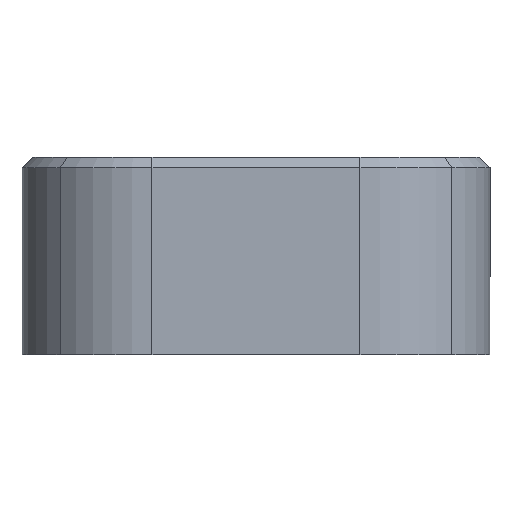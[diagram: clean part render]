
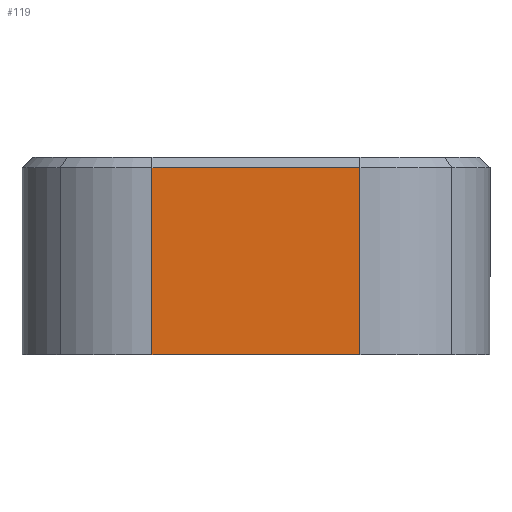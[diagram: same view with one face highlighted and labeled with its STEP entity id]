
A CAD part, left-side view. The second image highlights one B-rep face of the part: STEP entity #119.
In plain terms, the highlighted planar face has unit normal (-1, 0, 0).
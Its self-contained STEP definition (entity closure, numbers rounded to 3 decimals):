
#34 = VERTEX_POINT ( 'NONE', #2063 ) ;
#119 = ADVANCED_FACE ( 'NONE', ( #282 ), #646, .T. ) ;
#282 = FACE_OUTER_BOUND ( 'NONE', #5919, .T. ) ;
#646 = PLANE ( 'NONE',  #2518 ) ;
#1174 = ORIENTED_EDGE ( 'NONE', *, *, #4185, .T. ) ;
#1563 = VECTOR ( 'NONE', #4979, 1000. ) ;
#1728 = EDGE_CURVE ( 'NONE', #4847, #4225, #3082, .T. ) ;
#1945 = CARTESIAN_POINT ( 'NONE',  ( -28.45, 27.639, 10.7 ) ) ;
#2063 = CARTESIAN_POINT ( 'NONE',  ( -28.45, 35.639, 10.7 ) ) ;
#2095 = ORIENTED_EDGE ( 'NONE', *, *, #3184, .F. ) ;
#2119 = CARTESIAN_POINT ( 'NONE',  ( -28.45, 41.639, 6.5 ) ) ;
#2241 = CARTESIAN_POINT ( 'NONE',  ( -28.45, 27.639, 3.5 ) ) ;
#2272 = CARTESIAN_POINT ( 'NONE',  ( -28.45, 35.639, 3.5 ) ) ;
#2380 = VECTOR ( 'NONE', #5958, 1000. ) ;
#2392 = LINE ( 'NONE', #3923, #5503 ) ;
#2518 = AXIS2_PLACEMENT_3D ( 'NONE', #2119, #4383, #3995 ) ;
#2580 = VERTEX_POINT ( 'NONE', #2272 ) ;
#2637 = ORIENTED_EDGE ( 'NONE', *, *, #4923, .F. ) ;
#2739 = CARTESIAN_POINT ( 'NONE',  ( -28.45, 36.639, 3.5 ) ) ;
#3018 = ORIENTED_EDGE ( 'NONE', *, *, #1728, .F. ) ;
#3019 = LINE ( 'NONE', #2739, #4047 ) ;
#3060 = LINE ( 'NONE', #4584, #2380 ) ;
#3082 = LINE ( 'NONE', #3520, #1563 ) ;
#3184 = EDGE_CURVE ( 'NONE', #2580, #34, #2392, .T. ) ;
#3224 = DIRECTION ( 'NONE',  ( 0., -1., 0. ) ) ;
#3520 = CARTESIAN_POINT ( 'NONE',  ( -28.45, 27.639, 6.5 ) ) ;
#3823 = DIRECTION ( 'NONE',  ( 0., 0., 1. ) ) ;
#3923 = CARTESIAN_POINT ( 'NONE',  ( -28.45, 35.639, 6.5 ) ) ;
#3995 = DIRECTION ( 'NONE',  ( 0., 0., 1. ) ) ;
#4047 = VECTOR ( 'NONE', #3224, 1000. ) ;
#4185 = EDGE_CURVE ( 'NONE', #2580, #4225, #3019, .T. ) ;
#4225 = VERTEX_POINT ( 'NONE', #2241 ) ;
#4383 = DIRECTION ( 'NONE',  ( -1., 0., 0. ) ) ;
#4584 = CARTESIAN_POINT ( 'NONE',  ( -28.45, 36.639, 10.7 ) ) ;
#4847 = VERTEX_POINT ( 'NONE', #1945 ) ;
#4923 = EDGE_CURVE ( 'NONE', #34, #4847, #3060, .T. ) ;
#4979 = DIRECTION ( 'NONE',  ( 0., 0., -1. ) ) ;
#5503 = VECTOR ( 'NONE', #3823, 1000. ) ;
#5919 = EDGE_LOOP ( 'NONE', ( #2637, #2095, #1174, #3018 ) ) ;
#5958 = DIRECTION ( 'NONE',  ( 0., -1., 0. ) ) ;
